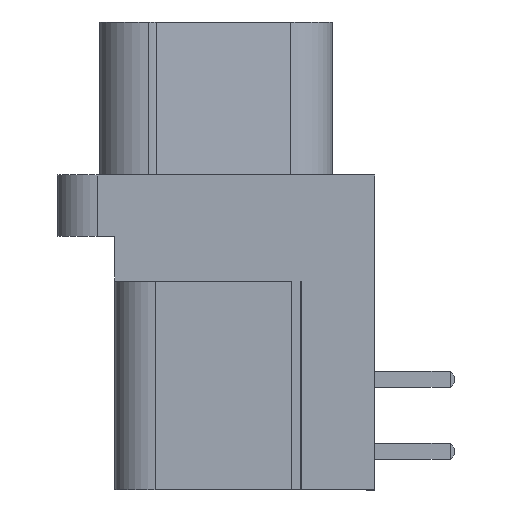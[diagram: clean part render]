
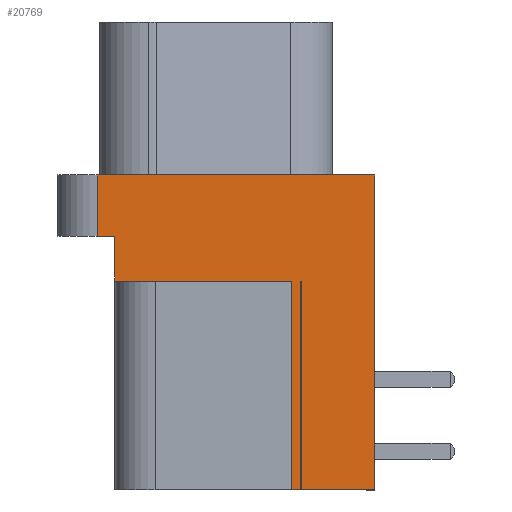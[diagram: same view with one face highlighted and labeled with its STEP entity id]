
A CAD part, left-side view. The second image highlights one B-rep face of the part: STEP entity #20769.
In plain terms, the highlighted planar face has unit normal (-1, 0, 0).
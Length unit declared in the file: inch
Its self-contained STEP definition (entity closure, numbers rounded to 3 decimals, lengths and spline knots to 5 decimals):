
#352 = PLANE ( 'NONE',  #1189 ) ;
#568 = ORIENTED_EDGE ( 'NONE', *, *, #6604, .T. ) ;
#1189 = AXIS2_PLACEMENT_3D ( 'NONE', #18777, #8760, #20447 ) ;
#1206 = EDGE_CURVE ( 'NONE', #11848, #12036, #20144, .T. ) ;
#2140 = VERTEX_POINT ( 'NONE', #4540 ) ;
#2182 = VECTOR ( 'NONE', #14225, 39.37008 ) ;
#2317 = CARTESIAN_POINT ( 'NONE',  ( 0., 0.13, -0.49 ) ) ;
#2398 = CARTESIAN_POINT ( 'NONE',  ( 0., 0.404, -0.095 ) ) ;
#2463 = LINE ( 'NONE', #18445, #15293 ) ;
#2517 = CARTESIAN_POINT ( 'NONE',  ( 0., 0.494, -0.49 ) ) ;
#2780 = CARTESIAN_POINT ( 'NONE',  ( 0., 0.494, 0. ) ) ;
#2968 = VECTOR ( 'NONE', #17119, 39.37008 ) ;
#3015 = ORIENTED_EDGE ( 'NONE', *, *, #5066, .T. ) ;
#3183 = LINE ( 'NONE', #9564, #15966 ) ;
#3307 = EDGE_CURVE ( 'NONE', #20349, #6978, #17928, .T. ) ;
#3899 = EDGE_CURVE ( 'NONE', #13952, #7773, #2463, .T. ) ;
#3954 = CARTESIAN_POINT ( 'NONE',  ( 0., 0.114, -0.165 ) ) ;
#4253 = VECTOR ( 'NONE', #8411, 39.37008 ) ;
#4257 = ORIENTED_EDGE ( 'NONE', *, *, #20778, .T. ) ;
#4416 = ORIENTED_EDGE ( 'NONE', *, *, #1206, .F. ) ;
#4465 = DIRECTION ( 'NONE',  ( 0., -1., 0. ) ) ;
#4540 = CARTESIAN_POINT ( 'NONE',  ( 0., 0.115, -0.165 ) ) ;
#4605 = VECTOR ( 'NONE', #5300, 39.37008 ) ;
#4989 = DIRECTION ( 'NONE',  ( 0., 1., 0. ) ) ;
#5066 = EDGE_CURVE ( 'NONE', #6263, #16218, #9734, .T. ) ;
#5300 = DIRECTION ( 'NONE',  ( 0., 0., 1. ) ) ;
#5638 = VECTOR ( 'NONE', #16836, 39.37008 ) ;
#5678 = VERTEX_POINT ( 'NONE', #18238 ) ;
#6016 = ORIENTED_EDGE ( 'NONE', *, *, #20254, .F. ) ;
#6060 = LINE ( 'NONE', #10429, #14421 ) ;
#6263 = VERTEX_POINT ( 'NONE', #8141 ) ;
#6604 = EDGE_CURVE ( 'NONE', #5678, #15107, #18257, .T. ) ;
#6621 = ORIENTED_EDGE ( 'NONE', *, *, #19737, .T. ) ;
#6636 = VERTEX_POINT ( 'NONE', #2398 ) ;
#6710 = EDGE_CURVE ( 'NONE', #6263, #6978, #20599, .T. ) ;
#6978 = VERTEX_POINT ( 'NONE', #8342 ) ;
#7448 = CARTESIAN_POINT ( 'NONE',  ( 0., 0.13, -0.165 ) ) ;
#7593 = CARTESIAN_POINT ( 'NONE',  ( 0., 0.114, -0.49 ) ) ;
#7773 = VERTEX_POINT ( 'NONE', #7593 ) ;
#8141 = CARTESIAN_POINT ( 'NONE',  ( 0., 0.4315, 0. ) ) ;
#8342 = CARTESIAN_POINT ( 'NONE',  ( 0., 0., 0. ) ) ;
#8411 = DIRECTION ( 'NONE',  ( 0., 0., -1. ) ) ;
#8760 = DIRECTION ( 'NONE',  ( -1., 0., 0. ) ) ;
#8869 = VECTOR ( 'NONE', #15803, 39.37008 ) ;
#8984 = CARTESIAN_POINT ( 'NONE',  ( 0., 0., -0.49 ) ) ;
#9001 = CARTESIAN_POINT ( 'NONE',  ( 0., 0.404, -0.165 ) ) ;
#9564 = CARTESIAN_POINT ( 'NONE',  ( 0., 0.13, -0.74844 ) ) ;
#9734 = LINE ( 'NONE', #15130, #4253 ) ;
#10195 = EDGE_LOOP ( 'NONE', ( #11690, #3015, #11776, #6016, #4416, #20933, #568, #4257, #10581, #11409, #6621, #13681 ) ) ;
#10429 = CARTESIAN_POINT ( 'NONE',  ( 0., 0.115, -0.74844 ) ) ;
#10581 = ORIENTED_EDGE ( 'NONE', *, *, #10726, .F. ) ;
#10726 = EDGE_CURVE ( 'NONE', #13952, #2140, #18302, .T. ) ;
#10744 = DIRECTION ( 'NONE',  ( 0., -1., 0. ) ) ;
#11168 = CARTESIAN_POINT ( 'NONE',  ( 0., 0.404, -0.165 ) ) ;
#11237 = VECTOR ( 'NONE', #4989, 39.37008 ) ;
#11409 = ORIENTED_EDGE ( 'NONE', *, *, #3899, .T. ) ;
#11474 = EDGE_CURVE ( 'NONE', #5678, #11848, #3183, .T. ) ;
#11690 = ORIENTED_EDGE ( 'NONE', *, *, #6710, .F. ) ;
#11776 = ORIENTED_EDGE ( 'NONE', *, *, #18989, .F. ) ;
#11848 = VERTEX_POINT ( 'NONE', #7448 ) ;
#11952 = CARTESIAN_POINT ( 'NONE',  ( 0., 0., -0.49 ) ) ;
#12036 = VERTEX_POINT ( 'NONE', #11168 ) ;
#12760 = VECTOR ( 'NONE', #4465, 39.37008 ) ;
#13035 = DIRECTION ( 'NONE',  ( 0., 0., 1. ) ) ;
#13413 = DIRECTION ( 'NONE',  ( 0., 0., -1. ) ) ;
#13681 = ORIENTED_EDGE ( 'NONE', *, *, #3307, .T. ) ;
#13816 = VECTOR ( 'NONE', #10744, 39.37008 ) ;
#13952 = VERTEX_POINT ( 'NONE', #3954 ) ;
#14225 = DIRECTION ( 'NONE',  ( 0., -1., 0. ) ) ;
#14421 = VECTOR ( 'NONE', #18708, 39.37008 ) ;
#15003 = CARTESIAN_POINT ( 'NONE',  ( 0., 0.4315, -0.095 ) ) ;
#15028 = LINE ( 'NONE', #2517, #2182 ) ;
#15107 = VERTEX_POINT ( 'NONE', #18254 ) ;
#15130 = CARTESIAN_POINT ( 'NONE',  ( 0., 0.4315, -0.49 ) ) ;
#15143 = CARTESIAN_POINT ( 'NONE',  ( 0., 0.494, -0.095 ) ) ;
#15293 = VECTOR ( 'NONE', #13413, 39.37008 ) ;
#15803 = DIRECTION ( 'NONE',  ( 0., 1., 0. ) ) ;
#15966 = VECTOR ( 'NONE', #13035, 39.37008 ) ;
#16218 = VERTEX_POINT ( 'NONE', #15003 ) ;
#16833 = LINE ( 'NONE', #18731, #2968 ) ;
#16836 = DIRECTION ( 'NONE',  ( 0., 1., 0. ) ) ;
#17119 = DIRECTION ( 'NONE',  ( 0., 0., 1. ) ) ;
#17928 = LINE ( 'NONE', #11952, #4605 ) ;
#18238 = CARTESIAN_POINT ( 'NONE',  ( 0., 0.13, -0.49 ) ) ;
#18254 = CARTESIAN_POINT ( 'NONE',  ( 0., 0.115, -0.49 ) ) ;
#18257 = LINE ( 'NONE', #2317, #13816 ) ;
#18302 = LINE ( 'NONE', #9001, #8869 ) ;
#18445 = CARTESIAN_POINT ( 'NONE',  ( 0., 0.114, -0.165 ) ) ;
#18450 = CARTESIAN_POINT ( 'NONE',  ( 0., 0.404, -0.165 ) ) ;
#18708 = DIRECTION ( 'NONE',  ( 0., 0., 1. ) ) ;
#18731 = CARTESIAN_POINT ( 'NONE',  ( 0., 0.404, -0.49 ) ) ;
#18777 = CARTESIAN_POINT ( 'NONE',  ( 0., 0.494, -0.49 ) ) ;
#18975 = LINE ( 'NONE', #15143, #5638 ) ;
#18989 = EDGE_CURVE ( 'NONE', #6636, #16218, #18975, .T. ) ;
#19737 = EDGE_CURVE ( 'NONE', #7773, #20349, #15028, .T. ) ;
#20144 = LINE ( 'NONE', #18450, #11237 ) ;
#20254 = EDGE_CURVE ( 'NONE', #12036, #6636, #16833, .T. ) ;
#20349 = VERTEX_POINT ( 'NONE', #8984 ) ;
#20447 = DIRECTION ( 'NONE',  ( 0., -1., 0. ) ) ;
#20599 = LINE ( 'NONE', #2780, #12760 ) ;
#20769 = ADVANCED_FACE ( 'NONE', ( #20957 ), #352, .T. ) ;
#20778 = EDGE_CURVE ( 'NONE', #15107, #2140, #6060, .T. ) ;
#20933 = ORIENTED_EDGE ( 'NONE', *, *, #11474, .F. ) ;
#20957 = FACE_OUTER_BOUND ( 'NONE', #10195, .T. ) ;
